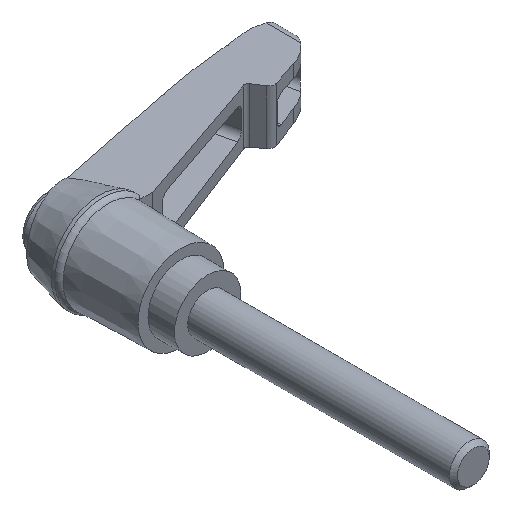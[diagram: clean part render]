
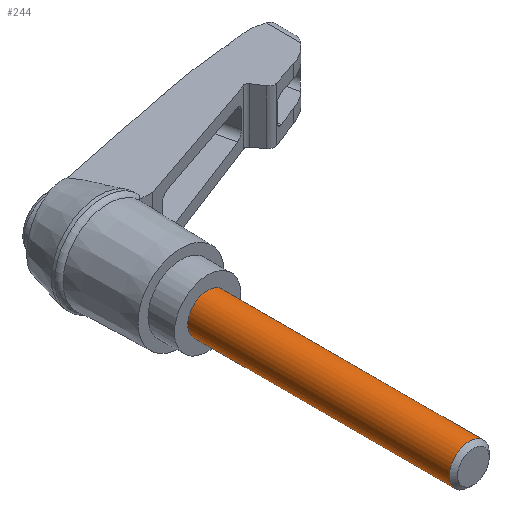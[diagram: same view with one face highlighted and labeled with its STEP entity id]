
A CAD part, isometric view. The second image highlights one B-rep face of the part: STEP entity #244.
In plain terms, the highlighted cylindrical face has radius 3 mm (diameter 6 mm), a full revolution.
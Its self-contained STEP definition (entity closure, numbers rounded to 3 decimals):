
#244 = ADVANCED_FACE( '', ( #508, #509 ), #510, .T. );
#508 = FACE_OUTER_BOUND( '', #779, .T. );
#509 = FACE_OUTER_BOUND( '', #780, .T. );
#510 = CYLINDRICAL_SURFACE( '', #781, 3. );
#779 = EDGE_LOOP( '', ( #1464 ) );
#780 = EDGE_LOOP( '', ( #1465 ) );
#781 = AXIS2_PLACEMENT_3D( '', #1466, #1467, #1468 );
#1464 = ORIENTED_EDGE( '', *, *, #1866, .F. );
#1465 = ORIENTED_EDGE( '', *, *, #1799, .T. );
#1466 = CARTESIAN_POINT( '', ( 0., -40., 0. ) );
#1467 = DIRECTION( '', ( 0., 1., 0. ) );
#1468 = DIRECTION( '', ( 0., 0., -1. ) );
#1799 = EDGE_CURVE( '', #2229, #2229, #2230, .F. );
#1866 = EDGE_CURVE( '', #2309, #2309, #2310, .T. );
#2229 = VERTEX_POINT( '', #2893 );
#2230 = CIRCLE( '', #2894, 3. );
#2309 = VERTEX_POINT( '', #3020 );
#2310 = CIRCLE( '', #3021, 3. );
#2893 = CARTESIAN_POINT( '', ( -3., 0., 0. ) );
#2894 = AXIS2_PLACEMENT_3D( '', #3327, #3328, #3329 );
#3020 = CARTESIAN_POINT( '', ( 0., -39.387, -3. ) );
#3021 = AXIS2_PLACEMENT_3D( '', #3394, #3395, #3396 );
#3327 = CARTESIAN_POINT( '', ( 0., 0., 0. ) );
#3328 = DIRECTION( '', ( 0., 1., 0. ) );
#3329 = DIRECTION( '', ( -1., 0., 0. ) );
#3394 = CARTESIAN_POINT( '', ( 0., -39.387, 0. ) );
#3395 = DIRECTION( '', ( 0., -1., 0. ) );
#3396 = DIRECTION( '', ( 0., 0., -1. ) );
